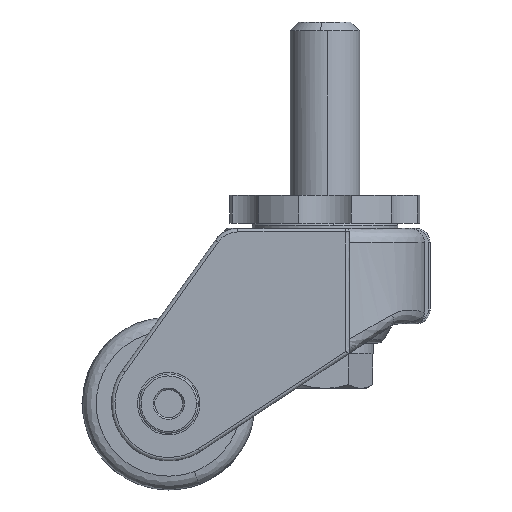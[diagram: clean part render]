
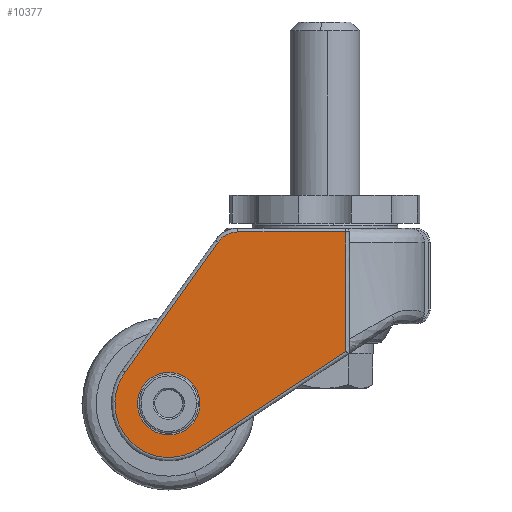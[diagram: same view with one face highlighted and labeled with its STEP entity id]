
A CAD part, front view. The second image highlights one B-rep face of the part: STEP entity #10377.
In plain terms, the highlighted free-form (B-spline) face has degree [1, 1] with [2, 2] control points.
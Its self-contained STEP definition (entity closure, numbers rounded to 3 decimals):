
#6708=CARTESIAN_POINT('',(-53.937,-30.0,-55.938));
#6709=VERTEX_POINT('',#6708);
#6715=CARTESIAN_POINT('',(-45.0,-30.0,-66.0));
#6716=VERTEX_POINT('',#6715);
#6717=CARTESIAN_POINT('',(-53.937,-30.,-55.938));
#6718=CARTESIAN_POINT('',(-54.0,-30.,-56.467));
#6719=CARTESIAN_POINT('',(-54.0,-30.0,-57.0));
#6720=CARTESIAN_POINT('',(-54.0,-30.,-66.0));
#6721=CARTESIAN_POINT('',(-45.0,-30.0,-66.0));
#6729=(BOUNDED_CURVE()B_SPLINE_CURVE(2,(#6717,#6718,#6719,#6720,#6721),.UNSPECIFIED.,.F.,.U.)B_SPLINE_CURVE_WITH_KNOTS((3,2,3),(0.23,0.25,0.5),.UNSPECIFIED.)CURVE()GEOMETRIC_REPRESENTATION_ITEM()RATIONAL_B_SPLINE_CURVE((0.956,0.976,1.0,0.707,1.0))REPRESENTATION_ITEM(''));
#6730=EDGE_CURVE('',#6709,#6716,#6729,.T.);
#6732=CARTESIAN_POINT('',(-36.017,-30.0,-57.549));
#6733=VERTEX_POINT('',#6732);
#6734=CARTESIAN_POINT('',(-45.0,-30.0,-66.0));
#6735=CARTESIAN_POINT('',(-36.534,-30.,-66.));
#6736=CARTESIAN_POINT('',(-36.017,-30.,-57.549));
#6744=(BOUNDED_CURVE()B_SPLINE_CURVE(2,(#6734,#6735,#6736),.UNSPECIFIED.,.F.,.U.)B_SPLINE_CURVE_WITH_KNOTS((3,3),(0.5,0.739),.UNSPECIFIED.)CURVE()GEOMETRIC_REPRESENTATION_ITEM()RATIONAL_B_SPLINE_CURVE((1.0,0.72,0.976))REPRESENTATION_ITEM(''));
#6745=EDGE_CURVE('',#6716,#6733,#6744,.T.);
#6819=CARTESIAN_POINT('',(-45.0,-30.0,-48.0));
#6820=VERTEX_POINT('',#6819);
#6821=CARTESIAN_POINT('',(-36.017,-30.,-57.549));
#6822=CARTESIAN_POINT('',(-36.0,-30.0,-57.275));
#6823=CARTESIAN_POINT('',(-36.0,-30.0,-57.0));
#6824=CARTESIAN_POINT('',(-36.0,-30.,-48.0));
#6825=CARTESIAN_POINT('',(-45.0,-30.0,-48.0));
#6833=(BOUNDED_CURVE()B_SPLINE_CURVE(2,(#6821,#6822,#6823,#6824,#6825),.UNSPECIFIED.,.F.,.U.)B_SPLINE_CURVE_WITH_KNOTS((3,2,3),(0.739,0.75,1.0),.UNSPECIFIED.)CURVE()GEOMETRIC_REPRESENTATION_ITEM()RATIONAL_B_SPLINE_CURVE((0.976,0.988,1.0,0.707,1.0))REPRESENTATION_ITEM(''));
#6834=EDGE_CURVE('',#6733,#6820,#6833,.T.);
#6836=CARTESIAN_POINT('',(-45.0,-30.0,-48.0));
#6837=CARTESIAN_POINT('',(-52.994,-30.0,-48.0));
#6838=CARTESIAN_POINT('',(-53.937,-30.,-55.938));
#6846=(BOUNDED_CURVE()B_SPLINE_CURVE(2,(#6836,#6837,#6838),.UNSPECIFIED.,.F.,.U.)B_SPLINE_CURVE_WITH_KNOTS((3,3),(0.0,0.23),.UNSPECIFIED.)CURVE()GEOMETRIC_REPRESENTATION_ITEM()RATIONAL_B_SPLINE_CURVE((1.0,0.731,0.956))REPRESENTATION_ITEM(''));
#6847=EDGE_CURVE('',#6820,#6709,#6846,.T.);
#9873=CARTESIAN_POINT('',(-57.614,-30.0,-47.993));
#9874=VERTEX_POINT('',#9873);
#9905=CARTESIAN_POINT('',(-36.477,-30.0,-69.947));
#9906=VERTEX_POINT('',#9905);
#9920=CARTESIAN_POINT('',(-36.477,-30.0,-69.947));
#9921=CARTESIAN_POINT('',(-47.234,-30.0,-77.028));
#9922=CARTESIAN_POINT('',(-56.166,-30.0,-67.75));
#9923=CARTESIAN_POINT('',(-65.098,-30.0,-58.473));
#9924=CARTESIAN_POINT('',(-57.614,-30.0,-47.993));
#9932=(BOUNDED_CURVE()B_SPLINE_CURVE(2,(#9920,#9921,#9922,#9923,#9924),.UNSPECIFIED.,.F.,.U.)B_SPLINE_CURVE_WITH_KNOTS((3,2,3),(0.0,0.5,1.0),.UNSPECIFIED.)CURVE()GEOMETRIC_REPRESENTATION_ITEM()RATIONAL_B_SPLINE_CURVE((1.0,0.769,1.0,0.769,1.0))REPRESENTATION_ITEM(''));
#9933=EDGE_CURVE('',#9906,#9874,#9932,.T.);
#9952=CARTESIAN_POINT('',(6.0,-30.0,-41.984));
#9953=VERTEX_POINT('',#9952);
#9967=CARTESIAN_POINT('',(6.0,-30.0,-41.984));
#9968=CARTESIAN_POINT('',(-36.477,-30.0,-69.947));
#9969=QUASI_UNIFORM_CURVE('',1,(#9967,#9968),.UNSPECIFIED.,.F.,.U.);
#9970=EDGE_CURVE('',#9953,#9906,#9969,.T.);
#9998=CARTESIAN_POINT('',(-30.793,-30.0,-10.432));
#9999=VERTEX_POINT('',#9998);
#10019=CARTESIAN_POINT('',(-57.614,-30.0,-47.993));
#10020=CARTESIAN_POINT('',(-30.793,-30.0,-10.432));
#10021=QUASI_UNIFORM_CURVE('',1,(#10019,#10020),.UNSPECIFIED.,.F.,.U.);
#10022=EDGE_CURVE('',#9874,#9999,#10021,.T.);
#10048=CARTESIAN_POINT('',(6.0,-30.0,-7.5));
#10049=VERTEX_POINT('',#10048);
#10063=CARTESIAN_POINT('',(6.0,-30.0,-7.5));
#10064=CARTESIAN_POINT('',(6.0,-30.0,-41.984));
#10065=QUASI_UNIFORM_CURVE('',1,(#10063,#10064),.UNSPECIFIED.,.F.,.U.);
#10066=EDGE_CURVE('',#10049,#9953,#10065,.T.);
#10092=CARTESIAN_POINT('',(-25.097,-30.0,-7.5));
#10093=VERTEX_POINT('',#10092);
#10121=CARTESIAN_POINT('',(-30.793,-30.0,-10.432));
#10122=CARTESIAN_POINT('',(-28.7,-30.,-7.5));
#10123=CARTESIAN_POINT('',(-25.097,-30.0,-7.5));
#10131=(BOUNDED_CURVE()B_SPLINE_CURVE(2,(#10121,#10122,#10123),.UNSPECIFIED.,.F.,.U.)CURVE()GEOMETRIC_REPRESENTATION_ITEM()QUASI_UNIFORM_CURVE()RATIONAL_B_SPLINE_CURVE((1.0,0.889,1.0))REPRESENTATION_ITEM(''));
#10132=EDGE_CURVE('',#9999,#10093,#10131,.T.);
#10208=CARTESIAN_POINT('',(-25.097,-30.0,-7.5));
#10209=CARTESIAN_POINT('',(6.0,-30.0,-7.5));
#10210=QUASI_UNIFORM_CURVE('',1,(#10208,#10209),.UNSPECIFIED.,.F.,.U.);
#10211=EDGE_CURVE('',#10093,#10049,#10210,.T.);
#10358=CARTESIAN_POINT('',(-63.816,-30.0,-4.254));
#10359=CARTESIAN_POINT('',(9.321,-30.0,-4.254));
#10360=CARTESIAN_POINT('',(-63.816,-30.0,-75.741));
#10361=CARTESIAN_POINT('',(9.321,-30.0,-75.741));
#10362=B_SPLINE_SURFACE_WITH_KNOTS('',1,1,((#10358,#10360),(#10359,#10361)),.UNSPECIFIED.,.F.,.F.,.U.,(2,2),(2,2),(0.0,73.137),(0.0,71.487),.UNSPECIFIED.);
#10363=ORIENTED_EDGE('',*,*,#9970,.F.);
#10364=ORIENTED_EDGE('',*,*,#10066,.F.);
#10365=ORIENTED_EDGE('',*,*,#10211,.F.);
#10366=ORIENTED_EDGE('',*,*,#10132,.F.);
#10367=ORIENTED_EDGE('',*,*,#10022,.F.);
#10368=ORIENTED_EDGE('',*,*,#9933,.F.);
#10369=EDGE_LOOP('',(#10363,#10364,#10365,#10366,#10367,#10368));
#10370=FACE_OUTER_BOUND('',#10369,.T.);
#10371=ORIENTED_EDGE('',*,*,#6745,.F.);
#10372=ORIENTED_EDGE('',*,*,#6730,.F.);
#10373=ORIENTED_EDGE('',*,*,#6847,.F.);
#10374=ORIENTED_EDGE('',*,*,#6834,.F.);
#10375=EDGE_LOOP('',(#10371,#10372,#10373,#10374));
#10376=FACE_BOUND('',#10375,.T.);
#10377=ADVANCED_FACE('',(#10370,#10376),#10362,.F.);
